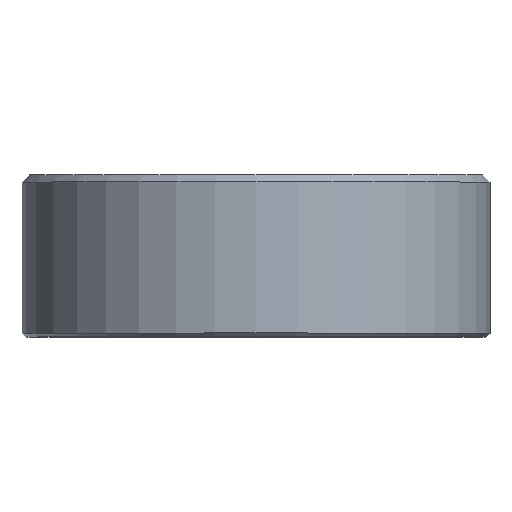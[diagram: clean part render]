
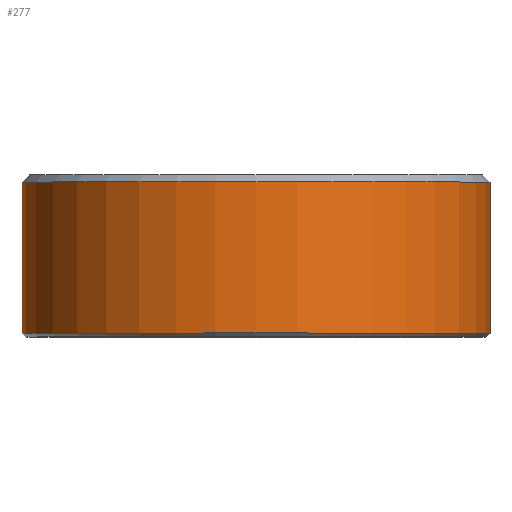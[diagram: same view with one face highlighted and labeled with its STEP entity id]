
A CAD part, top view. The second image highlights one B-rep face of the part: STEP entity #277.
In plain terms, the highlighted cylindrical face has radius 6.5 mm (diameter 13 mm), a full revolution.
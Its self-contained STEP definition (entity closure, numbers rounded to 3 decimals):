
#59=FACE_OUTER_BOUND('',#76,.T.);
#76=EDGE_LOOP('',(#209,#210,#211,#212,#213,#214));
#100=LINE('',#555,#110);
#110=VECTOR('',#454,6.5);
#120=CIRCLE('',#386,6.5);
#121=CIRCLE('',#387,6.5);
#123=CIRCLE('',#390,6.5);
#124=CIRCLE('',#391,6.5);
#144=VERTEX_POINT('',#543);
#145=VERTEX_POINT('',#544);
#147=VERTEX_POINT('',#551);
#148=VERTEX_POINT('',#552);
#169=EDGE_CURVE('',#144,#145,#120,.T.);
#170=EDGE_CURVE('',#145,#144,#121,.T.);
#173=EDGE_CURVE('',#147,#148,#123,.T.);
#174=EDGE_CURVE('',#148,#147,#124,.T.);
#175=EDGE_CURVE('',#148,#145,#100,.T.);
#209=ORIENTED_EDGE('',*,*,#173,.F.);
#210=ORIENTED_EDGE('',*,*,#174,.F.);
#211=ORIENTED_EDGE('',*,*,#175,.T.);
#212=ORIENTED_EDGE('',*,*,#169,.F.);
#213=ORIENTED_EDGE('',*,*,#170,.F.);
#214=ORIENTED_EDGE('',*,*,#175,.F.);
#269=CYLINDRICAL_SURFACE('',#389,6.5);
#277=ADVANCED_FACE('',(#59),#269,.T.);
#386=AXIS2_PLACEMENT_3D('',#545,#441,#442);
#387=AXIS2_PLACEMENT_3D('',#546,#443,#444);
#389=AXIS2_PLACEMENT_3D('',#550,#448,#449);
#390=AXIS2_PLACEMENT_3D('',#553,#450,#451);
#391=AXIS2_PLACEMENT_3D('',#554,#452,#453);
#441=DIRECTION('center_axis',(0.,1.,0.));
#442=DIRECTION('ref_axis',(-1.,0.,0.));
#443=DIRECTION('center_axis',(0.,1.,0.));
#444=DIRECTION('ref_axis',(-1.,0.,0.));
#448=DIRECTION('center_axis',(0.,-1.,0.));
#449=DIRECTION('ref_axis',(1.,0.,0.));
#450=DIRECTION('center_axis',(0.,-1.,0.));
#451=DIRECTION('ref_axis',(-1.,0.,0.));
#452=DIRECTION('center_axis',(0.,-1.,0.));
#453=DIRECTION('ref_axis',(-1.,0.,0.));
#454=DIRECTION('',(0.,1.,0.));
#543=CARTESIAN_POINT('',(6.5,4.3,0.));
#544=CARTESIAN_POINT('',(-6.5,4.3,0.));
#545=CARTESIAN_POINT('Origin',(0.,4.3,0.));
#546=CARTESIAN_POINT('Origin',(0.,4.3,0.));
#550=CARTESIAN_POINT('Origin',(0.,2.25,0.));
#551=CARTESIAN_POINT('',(6.5,0.1,0.));
#552=CARTESIAN_POINT('',(-6.5,0.1,0.));
#553=CARTESIAN_POINT('Origin',(0.,0.1,0.));
#554=CARTESIAN_POINT('Origin',(0.,0.1,0.));
#555=CARTESIAN_POINT('',(-6.5,2.25,0.));
